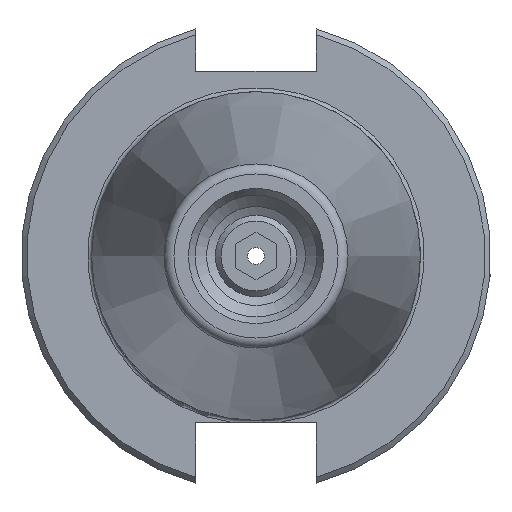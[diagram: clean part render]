
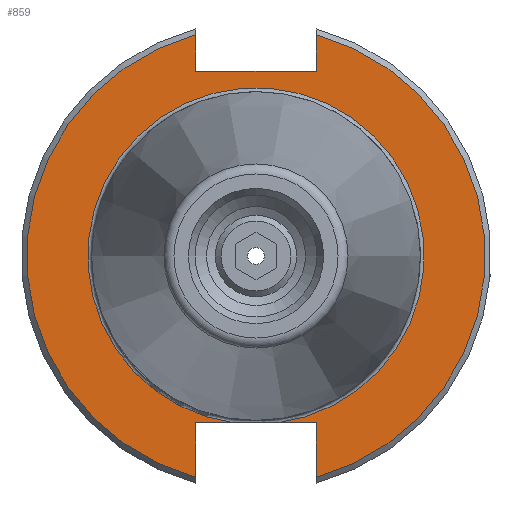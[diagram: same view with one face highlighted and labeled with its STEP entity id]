
A CAD part, left-side view. The second image highlights one B-rep face of the part: STEP entity #859.
In plain terms, the highlighted planar face has unit normal (-1, 0, 0).
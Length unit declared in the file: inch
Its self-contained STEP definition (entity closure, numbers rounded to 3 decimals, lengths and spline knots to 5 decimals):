
#163=CARTESIAN_POINT('',(0.125,-0.11172,-0.888));
#164=VERTEX_POINT('',#163);
#165=CARTESIAN_POINT('',(0.125,0.11172,-0.888));
#166=VERTEX_POINT('',#165);
#180=CARTESIAN_POINT('',(0.125,0.0,0.0));
#181=DIRECTION('',(-1.0,0.0,0.0));
#182=DIRECTION('',(0.0,-1.0,0.0));
#183=AXIS2_PLACEMENT_3D('',#180,#181,#182);
#184=CIRCLE('',#183,0.895);
#185=EDGE_CURVE('',#164,#166,#184,.T.);
#540=CARTESIAN_POINT('',(0.125,0.32,-0.888));
#541=VERTEX_POINT('',#540);
#548=CARTESIAN_POINT('',(0.125,0.32,-1.17729));
#549=VERTEX_POINT('',#548);
#550=CARTESIAN_POINT('',(0.125,0.32,-1.17729));
#551=DIRECTION('',(0.0,0.0,1.0));
#552=VECTOR('',#551,0.28929);
#553=LINE('',#550,#552);
#554=EDGE_CURVE('',#549,#541,#553,.T.);
#732=CARTESIAN_POINT('',(0.125,-0.32,-1.17729));
#733=VERTEX_POINT('',#732);
#747=CARTESIAN_POINT('',(0.125,-0.32,-0.888));
#748=VERTEX_POINT('',#747);
#749=CARTESIAN_POINT('',(0.125,-0.32,-0.888));
#750=DIRECTION('',(0.0,0.0,-1.0));
#751=VECTOR('',#750,0.28929);
#752=LINE('',#749,#751);
#753=EDGE_CURVE('',#748,#733,#752,.T.);
#780=CARTESIAN_POINT('',(0.125,-0.32,1.17729));
#781=VERTEX_POINT('',#780);
#795=CARTESIAN_POINT('',(0.125,0.0,0.0));
#796=DIRECTION('',(1.0,0.0,0.0));
#797=DIRECTION('',(0.0,-1.0,0.0));
#798=AXIS2_PLACEMENT_3D('',#795,#796,#797);
#799=CIRCLE('',#798,1.22);
#800=EDGE_CURVE('',#781,#733,#799,.T.);
#805=CARTESIAN_POINT('',(0.125,1.0625,0.0));
#806=DIRECTION('',(-1.0,0.0,0.0));
#807=DIRECTION('',(0.0,0.0,1.0));
#808=AXIS2_PLACEMENT_3D('',#805,#806,#807);
#809=PLANE('',#808);
#810=ORIENTED_EDGE('',*,*,#185,.F.);
#811=CARTESIAN_POINT('',(0.125,-0.11172,-0.888));
#812=DIRECTION('',(0.0,-1.0,0.0));
#813=VECTOR('',#812,0.20828);
#814=LINE('',#811,#813);
#815=EDGE_CURVE('',#164,#748,#814,.T.);
#816=ORIENTED_EDGE('',*,*,#815,.T.);
#817=ORIENTED_EDGE('',*,*,#753,.T.);
#818=ORIENTED_EDGE('',*,*,#800,.F.);
#819=CARTESIAN_POINT('',(0.125,-0.32,0.983));
#820=VERTEX_POINT('',#819);
#821=CARTESIAN_POINT('',(0.125,-0.32,1.17729));
#822=DIRECTION('',(0.0,0.0,-1.0));
#823=VECTOR('',#822,0.19429);
#824=LINE('',#821,#823);
#825=EDGE_CURVE('',#781,#820,#824,.T.);
#826=ORIENTED_EDGE('',*,*,#825,.T.);
#827=CARTESIAN_POINT('',(0.125,0.32,0.983));
#828=VERTEX_POINT('',#827);
#829=CARTESIAN_POINT('',(0.125,-0.32,0.983));
#830=DIRECTION('',(0.0,1.0,0.0));
#831=VECTOR('',#830,0.64);
#832=LINE('',#829,#831);
#833=EDGE_CURVE('',#820,#828,#832,.T.);
#834=ORIENTED_EDGE('',*,*,#833,.T.);
#835=CARTESIAN_POINT('',(0.125,0.32,1.17729));
#836=VERTEX_POINT('',#835);
#837=CARTESIAN_POINT('',(0.125,0.32,0.983));
#838=DIRECTION('',(0.0,0.0,1.0));
#839=VECTOR('',#838,0.19429);
#840=LINE('',#837,#839);
#841=EDGE_CURVE('',#828,#836,#840,.T.);
#842=ORIENTED_EDGE('',*,*,#841,.T.);
#843=CARTESIAN_POINT('',(0.125,0.0,0.0));
#844=DIRECTION('',(1.0,0.0,0.0));
#845=DIRECTION('',(0.0,1.0,0.0));
#846=AXIS2_PLACEMENT_3D('',#843,#844,#845);
#847=CIRCLE('',#846,1.22);
#848=EDGE_CURVE('',#549,#836,#847,.T.);
#849=ORIENTED_EDGE('',*,*,#848,.F.);
#850=ORIENTED_EDGE('',*,*,#554,.T.);
#851=CARTESIAN_POINT('',(0.125,0.32,-0.888));
#852=DIRECTION('',(0.0,-1.0,0.0));
#853=VECTOR('',#852,0.20828);
#854=LINE('',#851,#853);
#855=EDGE_CURVE('',#541,#166,#854,.T.);
#856=ORIENTED_EDGE('',*,*,#855,.T.);
#857=EDGE_LOOP('',(#810,#816,#817,#818,#826,#834,#842,#849,#850,#856));
#858=FACE_OUTER_BOUND('',#857,.T.);
#859=ADVANCED_FACE('',(#858),#809,.T.);
